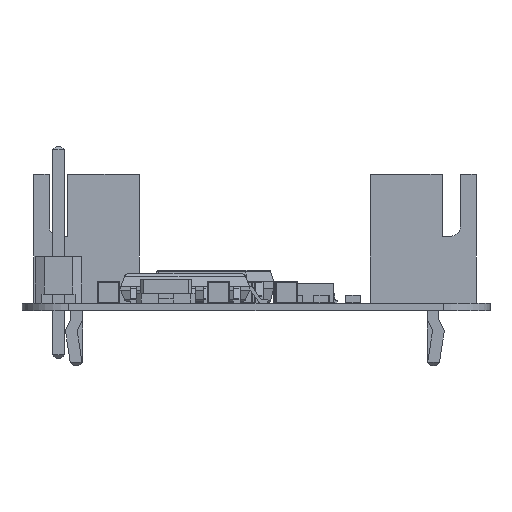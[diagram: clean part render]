
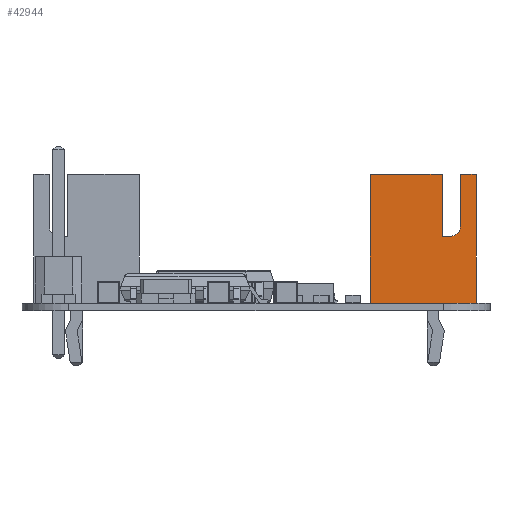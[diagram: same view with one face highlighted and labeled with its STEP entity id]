
A CAD part, left-side view. The second image highlights one B-rep face of the part: STEP entity #42944.
In plain terms, the highlighted face is planar.
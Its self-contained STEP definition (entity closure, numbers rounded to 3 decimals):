
#42599 = VERTEX_POINT('',#42600);
#42600 = CARTESIAN_POINT('',(7.45,-3.4,7.));
#42606 = EDGE_CURVE('',#42599,#42607,#42609,.T.);
#42607 = VERTEX_POINT('',#42608);
#42608 = CARTESIAN_POINT('',(7.45,0.5,7.));
#42609 = LINE('',#42610,#42611);
#42610 = CARTESIAN_POINT('',(7.45,-3.4,7.));
#42611 = VECTOR('',#42612,1.);
#42612 = DIRECTION('',(0.,1.,0.));
#42814 = EDGE_CURVE('',#42815,#42599,#42817,.T.);
#42815 = VERTEX_POINT('',#42816);
#42816 = CARTESIAN_POINT('',(7.45,-3.4,0.));
#42817 = LINE('',#42818,#42819);
#42818 = CARTESIAN_POINT('',(7.45,-3.4,0.));
#42819 = VECTOR('',#42820,1.);
#42820 = DIRECTION('',(0.,0.,1.));
#42944 = ADVANCED_FACE('',(#42945),#43004,.F.);
#42945 = FACE_BOUND('',#42946,.F.);
#42946 = EDGE_LOOP('',(#42947,#42955,#42956,#42957,#42965,#42973,#42982,
    #42990,#42998));
#42947 = ORIENTED_EDGE('',*,*,#42948,.F.);
#42948 = EDGE_CURVE('',#42815,#42949,#42951,.T.);
#42949 = VERTEX_POINT('',#42950);
#42950 = CARTESIAN_POINT('',(7.45,2.35,0.));
#42951 = LINE('',#42952,#42953);
#42952 = CARTESIAN_POINT('',(7.45,-3.4,0.));
#42953 = VECTOR('',#42954,1.);
#42954 = DIRECTION('',(0.,1.,0.));
#42955 = ORIENTED_EDGE('',*,*,#42814,.T.);
#42956 = ORIENTED_EDGE('',*,*,#42606,.T.);
#42957 = ORIENTED_EDGE('',*,*,#42958,.F.);
#42958 = EDGE_CURVE('',#42959,#42607,#42961,.T.);
#42959 = VERTEX_POINT('',#42960);
#42960 = CARTESIAN_POINT('',(7.45,0.5,3.65));
#42961 = LINE('',#42962,#42963);
#42962 = CARTESIAN_POINT('',(7.45,0.5,3.65));
#42963 = VECTOR('',#42964,1.);
#42964 = DIRECTION('',(0.,0.,1.));
#42965 = ORIENTED_EDGE('',*,*,#42966,.F.);
#42966 = EDGE_CURVE('',#42967,#42959,#42969,.T.);
#42967 = VERTEX_POINT('',#42968);
#42968 = CARTESIAN_POINT('',(7.45,1.,3.65));
#42969 = LINE('',#42970,#42971);
#42970 = CARTESIAN_POINT('',(7.45,1.,3.65));
#42971 = VECTOR('',#42972,1.);
#42972 = DIRECTION('',(0.,-1.,0.));
#42973 = ORIENTED_EDGE('',*,*,#42974,.F.);
#42974 = EDGE_CURVE('',#42975,#42967,#42977,.T.);
#42975 = VERTEX_POINT('',#42976);
#42976 = CARTESIAN_POINT('',(7.45,1.5,4.15));
#42977 = CIRCLE('',#42978,0.5);
#42978 = AXIS2_PLACEMENT_3D('',#42979,#42980,#42981);
#42979 = CARTESIAN_POINT('',(7.45,1.,4.15));
#42980 = DIRECTION('',(-1.,0.,0.));
#42981 = DIRECTION('',(0.,1.,0.));
#42982 = ORIENTED_EDGE('',*,*,#42983,.F.);
#42983 = EDGE_CURVE('',#42984,#42975,#42986,.T.);
#42984 = VERTEX_POINT('',#42985);
#42985 = CARTESIAN_POINT('',(7.45,1.5,7.));
#42986 = LINE('',#42987,#42988);
#42987 = CARTESIAN_POINT('',(7.45,1.5,7.));
#42988 = VECTOR('',#42989,1.);
#42989 = DIRECTION('',(0.,0.,-1.));
#42990 = ORIENTED_EDGE('',*,*,#42991,.T.);
#42991 = EDGE_CURVE('',#42984,#42992,#42994,.T.);
#42992 = VERTEX_POINT('',#42993);
#42993 = CARTESIAN_POINT('',(7.45,2.35,7.));
#42994 = LINE('',#42995,#42996);
#42995 = CARTESIAN_POINT('',(7.45,-3.4,7.));
#42996 = VECTOR('',#42997,1.);
#42997 = DIRECTION('',(0.,1.,0.));
#42998 = ORIENTED_EDGE('',*,*,#42999,.F.);
#42999 = EDGE_CURVE('',#42949,#42992,#43000,.T.);
#43000 = LINE('',#43001,#43002);
#43001 = CARTESIAN_POINT('',(7.45,2.35,0.));
#43002 = VECTOR('',#43003,1.);
#43003 = DIRECTION('',(0.,0.,1.));
#43004 = PLANE('',#43005);
#43005 = AXIS2_PLACEMENT_3D('',#43006,#43007,#43008);
#43006 = CARTESIAN_POINT('',(7.45,-3.4,0.));
#43007 = DIRECTION('',(-1.,0.,0.));
#43008 = DIRECTION('',(0.,1.,0.));
